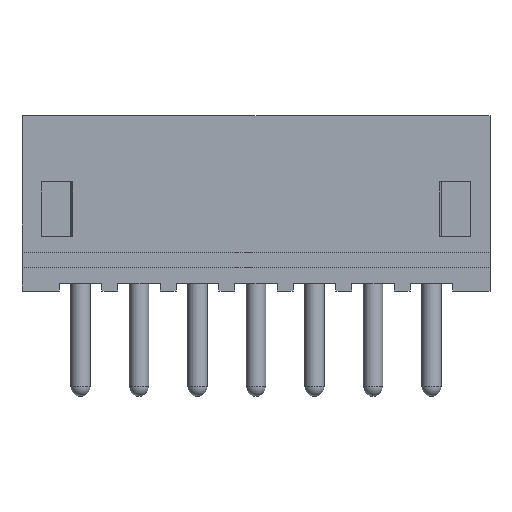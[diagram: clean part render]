
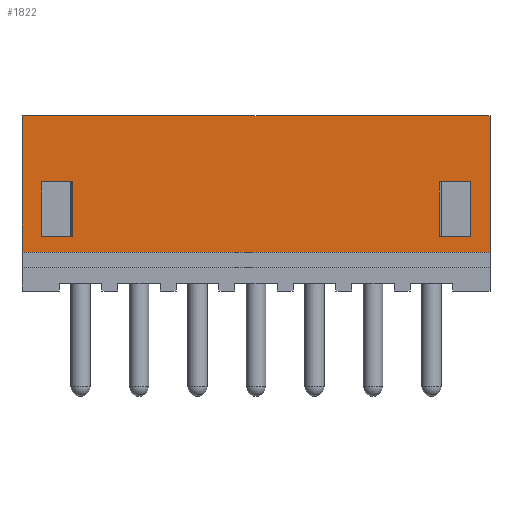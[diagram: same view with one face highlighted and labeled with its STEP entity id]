
A CAD part, left-side view. The second image highlights one B-rep face of the part: STEP entity #1822.
In plain terms, the highlighted planar face has unit normal (-1, 0, 0).
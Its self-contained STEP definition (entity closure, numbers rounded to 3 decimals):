
#28=FACE_BOUND('',#335,.T.);
#29=FACE_BOUND('',#336,.T.);
#226=FACE_OUTER_BOUND('',#334,.T.);
#334=EDGE_LOOP('',(#1650,#1651,#1652,#1653));
#335=EDGE_LOOP('',(#1654,#1655,#1656,#1657));
#336=EDGE_LOOP('',(#1658,#1659,#1660,#1661));
#340=LINE('',#2478,#544);
#344=LINE('',#2485,#548);
#365=LINE('',#2626,#569);
#442=LINE('',#2789,#646);
#451=LINE('',#2806,#655);
#455=LINE('',#2813,#659);
#468=LINE('',#2838,#672);
#470=LINE('',#2842,#674);
#534=LINE('',#2970,#738);
#536=LINE('',#2974,#740);
#540=LINE('',#2981,#744);
#541=LINE('',#2982,#745);
#544=VECTOR('',#1990,10.);
#548=VECTOR('',#1996,10.);
#569=VECTOR('',#2161,10.);
#646=VECTOR('',#2276,10.);
#655=VECTOR('',#2291,10.);
#659=VECTOR('',#2299,10.);
#672=VECTOR('',#2318,10.);
#674=VECTOR('',#2322,10.);
#738=VECTOR('',#2450,10.);
#740=VECTOR('',#2454,10.);
#744=VECTOR('',#2464,10.);
#745=VECTOR('',#2465,10.);
#748=VERTEX_POINT('',#2475);
#749=VERTEX_POINT('',#2477);
#751=VERTEX_POINT('',#2483);
#798=VERTEX_POINT('',#2622);
#799=VERTEX_POINT('',#2624);
#866=VERTEX_POINT('',#2787);
#871=VERTEX_POINT('',#2804);
#880=VERTEX_POINT('',#2835);
#881=VERTEX_POINT('',#2837);
#882=VERTEX_POINT('',#2841);
#914=VERTEX_POINT('',#2969);
#915=VERTEX_POINT('',#2973);
#918=EDGE_CURVE('',#749,#748,#340,.T.);
#922=EDGE_CURVE('',#748,#751,#344,.T.);
#985=EDGE_CURVE('',#798,#799,#365,.T.);
#1066=EDGE_CURVE('',#799,#866,#442,.T.);
#1075=EDGE_CURVE('',#871,#866,#451,.T.);
#1079=EDGE_CURVE('',#798,#871,#455,.T.);
#1092=EDGE_CURVE('',#881,#880,#468,.T.);
#1094=EDGE_CURVE('',#882,#749,#470,.T.);
#1158=EDGE_CURVE('',#914,#881,#534,.T.);
#1160=EDGE_CURVE('',#915,#914,#536,.T.);
#1164=EDGE_CURVE('',#751,#882,#540,.T.);
#1165=EDGE_CURVE('',#880,#915,#541,.T.);
#1650=ORIENTED_EDGE('',*,*,#985,.T.);
#1651=ORIENTED_EDGE('',*,*,#1066,.T.);
#1652=ORIENTED_EDGE('',*,*,#1075,.F.);
#1653=ORIENTED_EDGE('',*,*,#1079,.F.);
#1654=ORIENTED_EDGE('',*,*,#1164,.T.);
#1655=ORIENTED_EDGE('',*,*,#1094,.T.);
#1656=ORIENTED_EDGE('',*,*,#918,.T.);
#1657=ORIENTED_EDGE('',*,*,#922,.T.);
#1658=ORIENTED_EDGE('',*,*,#1165,.T.);
#1659=ORIENTED_EDGE('',*,*,#1160,.T.);
#1660=ORIENTED_EDGE('',*,*,#1158,.T.);
#1661=ORIENTED_EDGE('',*,*,#1092,.T.);
#1728=PLANE('',#1982);
#1822=ADVANCED_FACE('',(#226,#28,#29),#1728,.T.);
#1982=AXIS2_PLACEMENT_3D('',#2983,#2466,#2467);
#1990=DIRECTION('',(0.,-1.,0.));
#1996=DIRECTION('',(0.,0.,-1.));
#2161=DIRECTION('',(0.,-1.,0.));
#2276=DIRECTION('',(0.,0.,1.));
#2291=DIRECTION('',(0.,-1.,0.));
#2299=DIRECTION('',(0.,0.,1.));
#2318=DIRECTION('',(0.,0.,-1.));
#2322=DIRECTION('',(0.,0.,1.));
#2450=DIRECTION('',(0.,-1.,0.));
#2454=DIRECTION('',(0.,0.,1.));
#2464=DIRECTION('',(0.,1.,0.));
#2465=DIRECTION('',(0.,1.,0.));
#2466=DIRECTION('center_axis',(-1.,0.,0.));
#2467=DIRECTION('ref_axis',(0.,-1.,0.));
#2475=CARTESIAN_POINT('',(-1.3,9.2,2.8));
#2477=CARTESIAN_POINT('',(-1.3,10.,2.8));
#2478=CARTESIAN_POINT('',(-1.3,9.85,2.8));
#2483=CARTESIAN_POINT('',(-1.3,9.2,1.4));
#2485=CARTESIAN_POINT('',(-1.3,9.2,0.7));
#2622=CARTESIAN_POINT('',(-1.3,10.5,1.));
#2624=CARTESIAN_POINT('',(-1.3,-1.5,1.));
#2626=CARTESIAN_POINT('',(-1.3,4.5,1.));
#2787=CARTESIAN_POINT('',(-1.3,-1.5,4.5));
#2789=CARTESIAN_POINT('',(-1.3,-1.5,0.));
#2804=CARTESIAN_POINT('',(-1.3,10.5,4.5));
#2806=CARTESIAN_POINT('',(-1.3,10.5,4.5));
#2813=CARTESIAN_POINT('',(-1.3,10.5,0.));
#2835=CARTESIAN_POINT('',(-1.3,-1.,1.4));
#2837=CARTESIAN_POINT('',(-1.3,-1.,2.8));
#2838=CARTESIAN_POINT('',(-1.3,-1.,1.4));
#2841=CARTESIAN_POINT('',(-1.3,10.,1.4));
#2842=CARTESIAN_POINT('',(-1.3,10.,1.4));
#2969=CARTESIAN_POINT('',(-1.3,-0.2,2.8));
#2970=CARTESIAN_POINT('',(-1.3,5.15,2.8));
#2973=CARTESIAN_POINT('',(-1.3,-0.2,1.4));
#2974=CARTESIAN_POINT('',(-1.3,-0.2,0.7));
#2981=CARTESIAN_POINT('',(-1.3,10.25,1.4));
#2982=CARTESIAN_POINT('',(-1.3,4.75,1.4));
#2983=CARTESIAN_POINT('Origin',(-1.3,10.5,0.));
